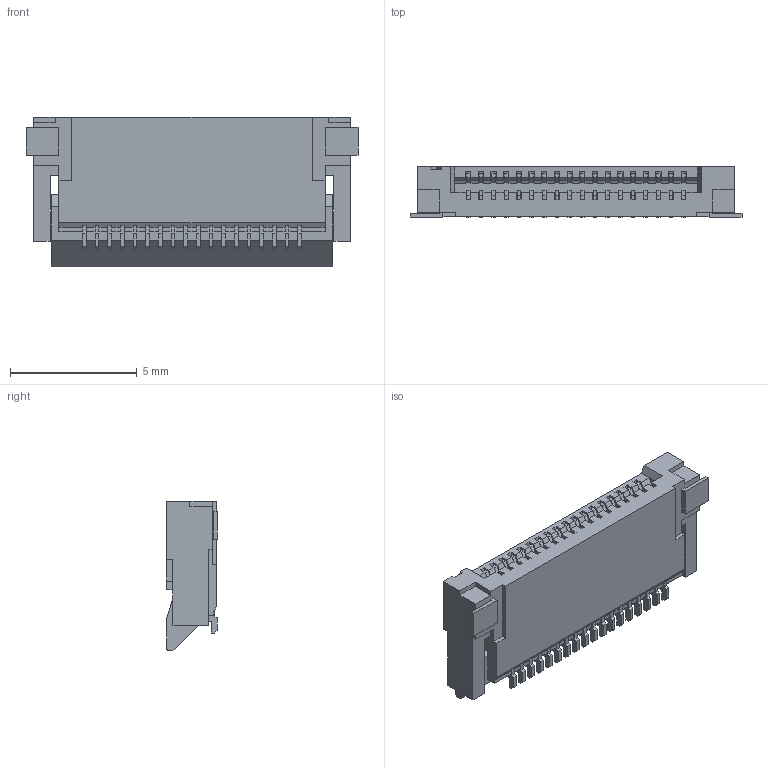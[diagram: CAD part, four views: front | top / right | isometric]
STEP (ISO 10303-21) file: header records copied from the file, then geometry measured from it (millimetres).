
FILE_DESCRIPTION (( 'STEP AP203' ), '1' );
FILE_NAME ('XF2M_1815_1A.step', '2011-02-19T19:39:35', ( 'OSMC1.0 ' ), ( ' ' ), 'SwSTEP 2.0', 'SolidWorks 2002025', '' );
FILE_SCHEMA (( 'CONFIG_CONTROL_DESIGN' ));
Length unit declared in the file: millimetre
Products named in the file (1): XF2M_1815_1A
Bounding box: 13.1 x 2 x 5.9 mm (x, y, z)
Volume: 104.7 mm3; surface area: 392.9 mm2
Topology: 1 solids, 1 shells, 731 faces, 2125 edges, 1416 vertices
Faces by surface type: plane 730, cylinder 1
Entity records: 23682 total; most frequent: CARTESIAN_POINT 4273, ORIENTED_EDGE 4250, DIRECTION 3591, EDGE_CURVE 2125, LINE 2123, VECTOR 2123, VERTEX_POINT 1416, EDGE_LOOP 751
